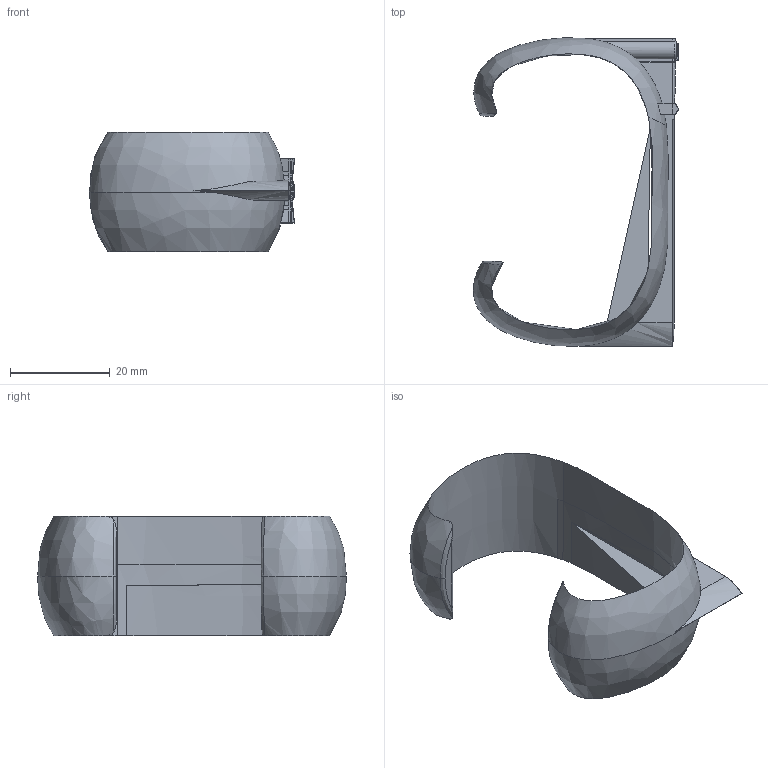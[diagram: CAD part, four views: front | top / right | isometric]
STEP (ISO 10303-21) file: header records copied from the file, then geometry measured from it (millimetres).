
FILE_DESCRIPTION(/* description */ (''),/* implementation_level */ '2;1');
FILE_NAME(/* name */ 'Step''s/Scales/2040 extrusion top cover part 3.step',/* time_stamp */ '2019-10-17T19:53:03-04:00',/* author */ (''),/* organization */ (''),/* preprocessor_version */ 'ST-DEVELOPER v18',/* originating_system */ 'Autodesk Translation Framework v8.6.0.1094',/* authorisation */ '');
FILE_SCHEMA (('AUTOMOTIVE_DESIGN { 1 0 10303 214 3 1 1 }'));
Length unit declared in the file: millimetre
Products named in the file (1): scale trim band
Bounding box: 41.08 x 61.79 x 24 mm (x, y, z)
Volume: 8165.2 mm3; surface area: 7490.8 mm2
Topology: 1 solids, 5 shells, 534 faces, 1338 edges, 815 vertices
Faces by surface type: plane 235, bspline 220, cylinder 65, cone 7, torus 5, sphere 2
Entity records: 22678 total; most frequent: CARTESIAN_POINT 11832, ORIENTED_EDGE 2676, DIRECTION 1485, EDGE_CURVE 1338, VERTEX_POINT 815, B_SPLINE_CURVE_WITH_KNOTS 658, EDGE_LOOP 535, FACE_OUTER_BOUND 534
